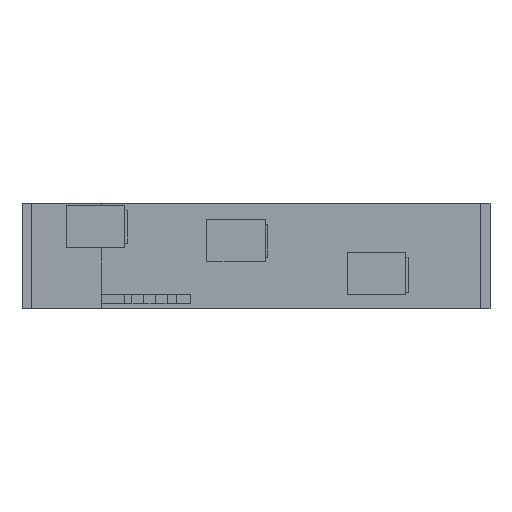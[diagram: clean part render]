
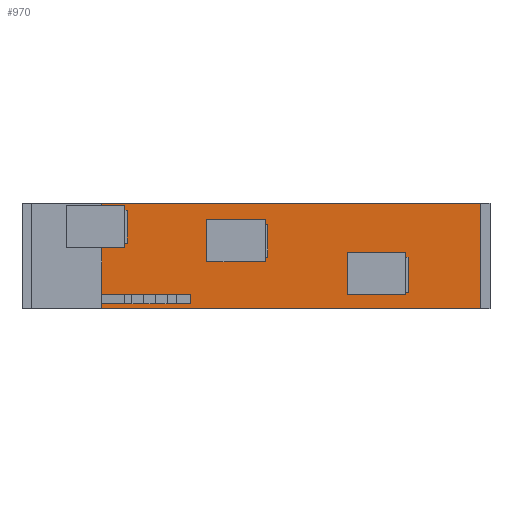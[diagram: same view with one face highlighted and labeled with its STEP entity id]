
A CAD part, front view. The second image highlights one B-rep face of the part: STEP entity #970.
In plain terms, the highlighted planar face has unit normal (0, -1, 0).
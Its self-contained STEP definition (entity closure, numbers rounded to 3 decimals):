
#234=CARTESIAN_POINT('',(60.0,0.0,-20.5));
#235=VERTEX_POINT('',#234);
#242=CARTESIAN_POINT('',(60.0,0.0,-16.5));
#243=VERTEX_POINT('',#242);
#244=CARTESIAN_POINT('',(60.0,0.0,-20.5));
#245=DIRECTION('',(0.0,0.0,1.0));
#246=VECTOR('',#245,4.0);
#247=LINE('',#244,#246);
#248=EDGE_CURVE('',#235,#243,#247,.T.);
#490=CARTESIAN_POINT('',(34.0,0.0,-20.5));
#491=VERTEX_POINT('',#490);
#624=CARTESIAN_POINT('',(34.0,0.0,-14.5));
#625=VERTEX_POINT('',#624);
#634=CARTESIAN_POINT('',(34.0,0.0,-16.5));
#635=VERTEX_POINT('',#634);
#642=CARTESIAN_POINT('',(34.0,0.0,-14.5));
#643=DIRECTION('',(0.0,0.0,-1.0));
#644=VECTOR('',#643,2.);
#645=LINE('',#642,#644);
#646=EDGE_CURVE('',#625,#635,#645,.T.);
#798=CARTESIAN_POINT('',(60.0,0.0,-20.5));
#799=DIRECTION('',(-1.0,0.0,0.0));
#800=VECTOR('',#799,26.0);
#801=LINE('',#798,#800);
#802=EDGE_CURVE('',#235,#491,#801,.T.);
#830=CARTESIAN_POINT('',(34.0,0.0,-16.5));
#831=DIRECTION('',(1.0,0.0,0.0));
#832=VECTOR('',#831,26.0);
#833=LINE('',#830,#832);
#834=EDGE_CURVE('',#635,#243,#833,.T.);
#853=CARTESIAN_POINT('',(200.0,0.0,0.0));
#854=DIRECTION('',(0.0,-1.0,0.0));
#855=DIRECTION('',(0.0,0.0,-1.0));
#856=AXIS2_PLACEMENT_3D('',#853,#854,#855);
#857=PLANE('',#856);
#858=ORIENTED_EDGE('',*,*,#802,.T.);
#859=CARTESIAN_POINT('',(34.0,0.0,-22.5));
#860=VERTEX_POINT('',#859);
#861=CARTESIAN_POINT('',(34.0,0.0,-20.5));
#862=DIRECTION('',(0.0,0.0,-1.0));
#863=VECTOR('',#862,2.0);
#864=LINE('',#861,#863);
#865=EDGE_CURVE('',#491,#860,#864,.T.);
#866=ORIENTED_EDGE('',*,*,#865,.T.);
#867=CARTESIAN_POINT('',(196.0,0.0,-22.5));
#868=VERTEX_POINT('',#867);
#869=CARTESIAN_POINT('',(34.0,0.0,-22.5));
#870=DIRECTION('',(1.0,0.0,0.0));
#871=VECTOR('',#870,162.0);
#872=LINE('',#869,#871);
#873=EDGE_CURVE('',#860,#868,#872,.T.);
#874=ORIENTED_EDGE('',*,*,#873,.T.);
#875=CARTESIAN_POINT('',(196.0,0.0,22.5));
#876=VERTEX_POINT('',#875);
#877=CARTESIAN_POINT('',(196.0,0.0,-22.5));
#878=DIRECTION('',(0.0,0.0,1.0));
#879=VECTOR('',#878,45.0);
#880=LINE('',#877,#879);
#881=EDGE_CURVE('',#868,#876,#880,.T.);
#882=ORIENTED_EDGE('',*,*,#881,.T.);
#883=CARTESIAN_POINT('',(34.0,0.0,22.5));
#884=VERTEX_POINT('',#883);
#885=CARTESIAN_POINT('',(196.0,0.0,22.5));
#886=DIRECTION('',(-1.0,0.0,0.0));
#887=VECTOR('',#886,162.0);
#888=LINE('',#885,#887);
#889=EDGE_CURVE('',#876,#884,#888,.T.);
#890=ORIENTED_EDGE('',*,*,#889,.T.);
#891=CARTESIAN_POINT('',(34.0,0.0,22.5));
#892=DIRECTION('',(0.0,0.0,-1.0));
#893=VECTOR('',#892,37.);
#894=LINE('',#891,#893);
#895=EDGE_CURVE('',#884,#625,#894,.T.);
#896=ORIENTED_EDGE('',*,*,#895,.T.);
#897=ORIENTED_EDGE('',*,*,#646,.T.);
#898=ORIENTED_EDGE('',*,*,#834,.T.);
#899=ORIENTED_EDGE('',*,*,#248,.F.);
#900=EDGE_LOOP('',(#858,#866,#874,#882,#890,#896,#897,#898,#899));
#901=FACE_OUTER_BOUND('',#900,.T.);
#902=CARTESIAN_POINT('',(139.0,0.0,-16.5));
#903=VERTEX_POINT('',#902);
#904=CARTESIAN_POINT('',(139.0,0.0,1.5));
#905=VERTEX_POINT('',#904);
#906=CARTESIAN_POINT('',(139.0,0.0,-16.5));
#907=DIRECTION('',(0.0,0.0,1.0));
#908=VECTOR('',#907,18.);
#909=LINE('',#906,#908);
#910=EDGE_CURVE('',#903,#905,#909,.T.);
#911=ORIENTED_EDGE('',*,*,#910,.T.);
#912=CARTESIAN_POINT('',(154.0,0.0,1.5));
#913=VERTEX_POINT('',#912);
#914=CARTESIAN_POINT('',(139.0,0.0,1.5));
#915=DIRECTION('',(1.0,0.0,0.0));
#916=VECTOR('',#915,15.0);
#917=LINE('',#914,#916);
#918=EDGE_CURVE('',#905,#913,#917,.T.);
#919=ORIENTED_EDGE('',*,*,#918,.T.);
#920=CARTESIAN_POINT('',(154.0,0.0,-16.5));
#921=VERTEX_POINT('',#920);
#922=CARTESIAN_POINT('',(154.0,0.0,1.5));
#923=DIRECTION('',(0.0,0.0,-1.0));
#924=VECTOR('',#923,18.);
#925=LINE('',#922,#924);
#926=EDGE_CURVE('',#913,#921,#925,.T.);
#927=ORIENTED_EDGE('',*,*,#926,.T.);
#928=CARTESIAN_POINT('',(154.0,0.0,-16.5));
#929=DIRECTION('',(-1.0,0.0,0.0));
#930=VECTOR('',#929,15.0);
#931=LINE('',#928,#930);
#932=EDGE_CURVE('',#921,#903,#931,.T.);
#933=ORIENTED_EDGE('',*,*,#932,.T.);
#934=EDGE_LOOP('',(#911,#919,#927,#933));
#935=FACE_BOUND('',#934,.T.);
#936=CARTESIAN_POINT('',(79.0,0.0,-2.5));
#937=VERTEX_POINT('',#936);
#938=CARTESIAN_POINT('',(79.0,0.0,15.5));
#939=VERTEX_POINT('',#938);
#940=CARTESIAN_POINT('',(79.0,0.0,-2.5));
#941=DIRECTION('',(0.0,0.0,1.0));
#942=VECTOR('',#941,18.);
#943=LINE('',#940,#942);
#944=EDGE_CURVE('',#937,#939,#943,.T.);
#945=ORIENTED_EDGE('',*,*,#944,.T.);
#946=CARTESIAN_POINT('',(94.0,0.0,15.5));
#947=VERTEX_POINT('',#946);
#948=CARTESIAN_POINT('',(79.0,0.0,15.5));
#949=DIRECTION('',(1.0,0.0,0.0));
#950=VECTOR('',#949,15.0);
#951=LINE('',#948,#950);
#952=EDGE_CURVE('',#939,#947,#951,.T.);
#953=ORIENTED_EDGE('',*,*,#952,.T.);
#954=CARTESIAN_POINT('',(94.0,0.0,-2.5));
#955=VERTEX_POINT('',#954);
#956=CARTESIAN_POINT('',(94.0,0.0,15.5));
#957=DIRECTION('',(0.0,0.0,-1.0));
#958=VECTOR('',#957,18.);
#959=LINE('',#956,#958);
#960=EDGE_CURVE('',#947,#955,#959,.T.);
#961=ORIENTED_EDGE('',*,*,#960,.T.);
#962=CARTESIAN_POINT('',(94.0,0.0,-2.5));
#963=DIRECTION('',(-1.0,0.0,0.0));
#964=VECTOR('',#963,15.0);
#965=LINE('',#962,#964);
#966=EDGE_CURVE('',#955,#937,#965,.T.);
#967=ORIENTED_EDGE('',*,*,#966,.T.);
#968=EDGE_LOOP('',(#945,#953,#961,#967));
#969=FACE_BOUND('',#968,.T.);
#970=ADVANCED_FACE('',(#901,#935,#969),#857,.T.);
